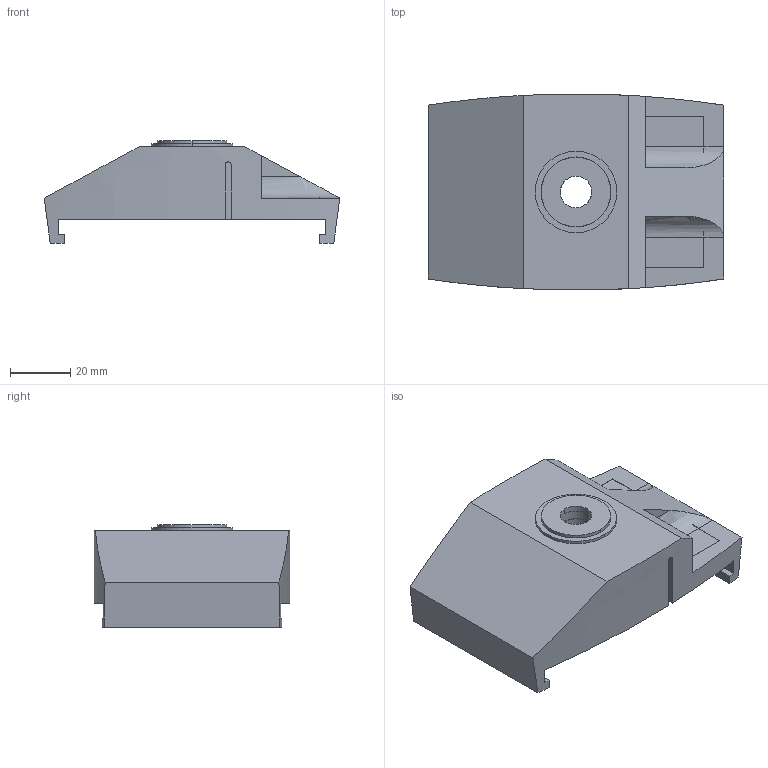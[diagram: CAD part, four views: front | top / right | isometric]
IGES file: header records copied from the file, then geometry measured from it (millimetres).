
Start section:  PTC IGES file: s0298-60362.igs
Global section: file name: s0298-60362.igs; native system: Pro/ENGINEER by Parametric Technology Corporation; preprocessor: 2006200; author: Andrea.Castagnoli; organization: Unknown; date: 20070622.123850; units: millimetre
Bounding box: 98 x 64.9 x 34 mm (x, y, z)
Volume: 103467.3 mm3; surface area: 36972 mm2
Topology: 3 solids, 3 shells, 102 faces, 272 edges, 182 vertices
Faces by surface type: bspline 74, revolution 28
